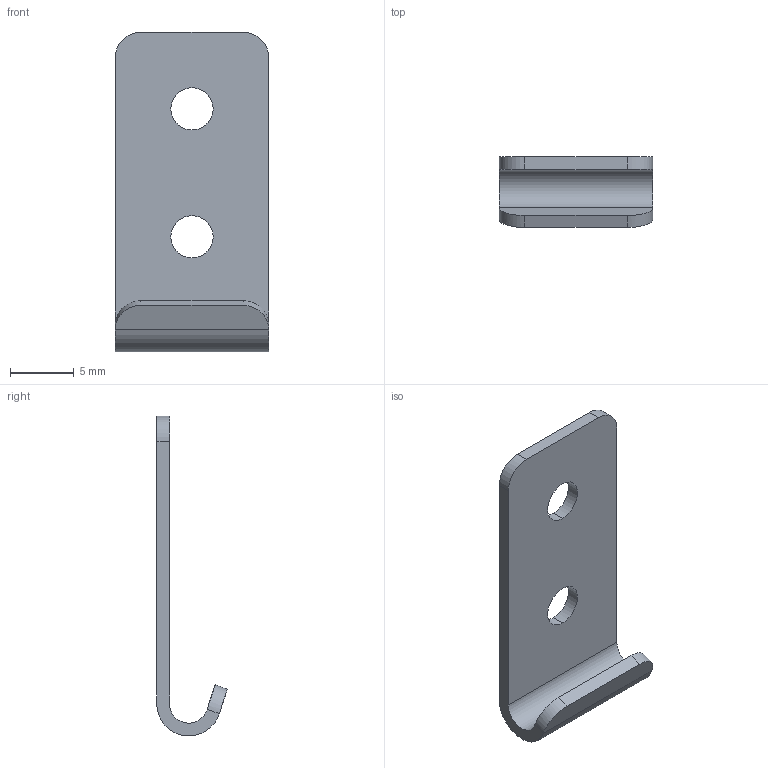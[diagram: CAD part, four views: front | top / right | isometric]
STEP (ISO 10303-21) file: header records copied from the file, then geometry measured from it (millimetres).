
FILE_DESCRIPTION( (''), '2;1');
FILE_NAME ('PC3117.7224.TL_446SUS_K_22877.stp','2025-12-12T13:10:36',(''),(''),'spGate 20.6.3 (****-****-****-****)','','');
FILE_SCHEMA (('AUTOMOTIVE_DESIGN'));
Length unit declared in the file: millimetre
Bounding box: 12 x 5.5 x 24.99 mm (x, y, z)
Volume: 341.8 mm3; surface area: 785.3 mm2
Topology: 1 solids, 1 shells, 18 faces, 48 edges, 32 vertices
Faces by surface type: cylinder 10, plane 8
Entity records: 965 total; most frequent: CARTESIAN_POINT 110, ORIENTED_EDGE 96, DIRECTION 92, COLOUR_RGB 67, PRESENTATION_STYLE_ASSIGNMENT 67, STYLED_ITEM 67, EDGE_CURVE 48, DRAUGHTING_PRE_DEFINED_CURVE_FONT 48
